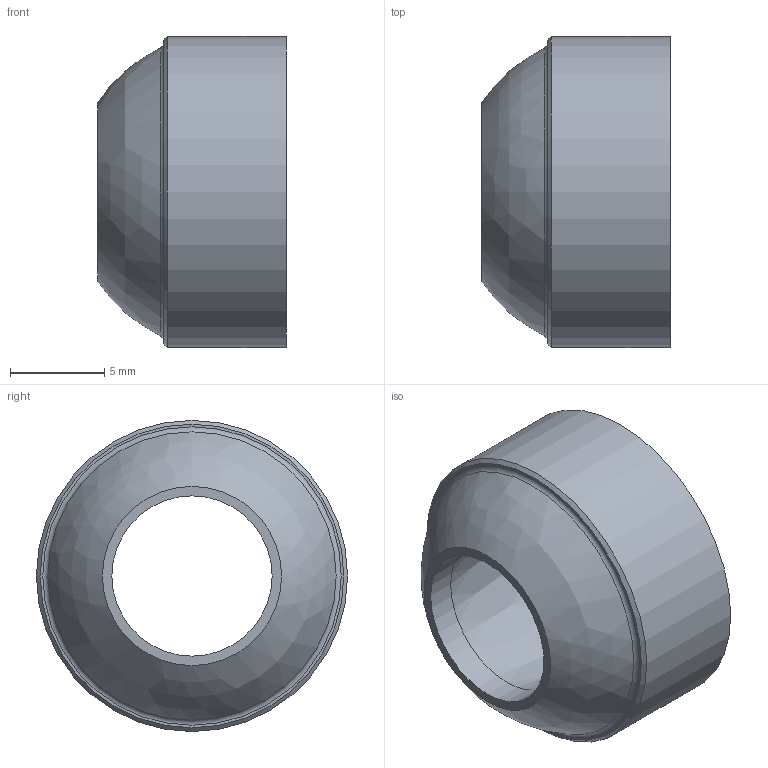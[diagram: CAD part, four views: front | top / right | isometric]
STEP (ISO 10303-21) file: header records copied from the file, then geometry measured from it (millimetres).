
FILE_DESCRIPTION(/* description */ (''),/* implementation_level */ '2;1');
FILE_NAME(/* name */ 'CBI-ST-8.5-10.stp',/* time_stamp */ '2018-10-02T15:39:20+01:00',/* author */ ('paul'),/* organization */ (''),/* preprocessor_version */ 'ST-DEVELOPER v17.2',/* originating_system */ 'Autodesk Inventor 2019',/* authorisation */ '');
FILE_SCHEMA (('AUTOMOTIVE_DESIGN { 1 0 10303 214 3 1 1 }'));
Length unit declared in the file: millimetre
Products named in the file (1): CBI-ST-8.5-10
Bounding box: 10 x 16.5 x 16.5 mm (x, y, z)
Volume: 1047.9 mm3; surface area: 953 mm2
Topology: 1 solids, 1 shells, 11 faces, 30 edges, 22 vertices
Faces by surface type: plane 3, torus 2, bspline 2, cone 2, cylinder 2
Full cylindrical faces by diameter (mm): 8.5 x1, 16.5 x1
Entity records: 467 total; most frequent: CARTESIAN_POINT 116, DIRECTION 76, ORIENTED_EDGE 60, AXIS2_PLACEMENT_3D 36, EDGE_CURVE 30, CIRCLE 26, VERTEX_POINT 22, EDGE_LOOP 14
